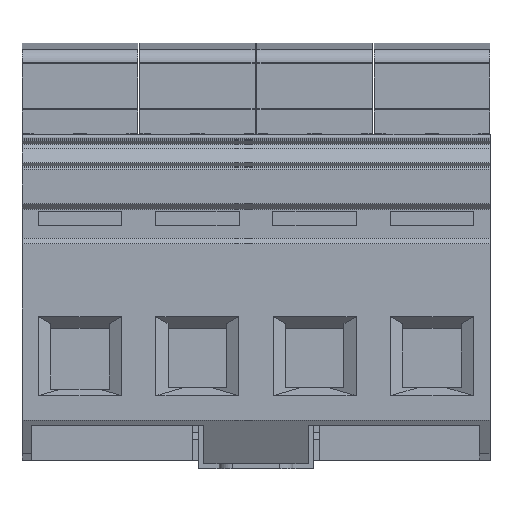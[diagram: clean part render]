
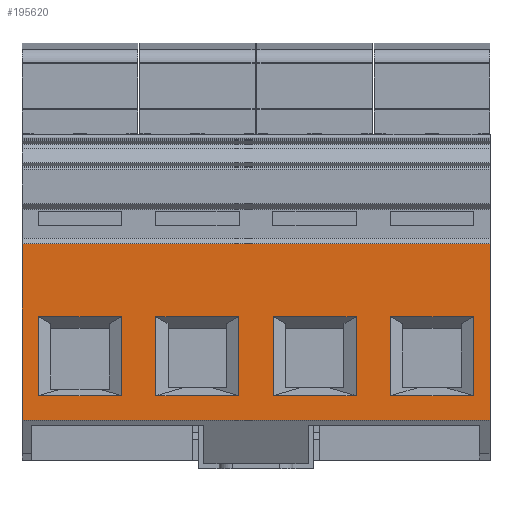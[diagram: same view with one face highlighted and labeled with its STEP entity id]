
A CAD part, front view. The second image highlights one B-rep face of the part: STEP entity #195620.
In plain terms, the highlighted face is planar.
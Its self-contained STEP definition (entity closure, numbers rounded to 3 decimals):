
#1580=CARTESIAN_POINT('',(44.9,22.05,
143.3));
#1590=VERTEX_POINT('',#1580);
#1620=CARTESIAN_POINT('',(44.9,-3.,
143.3));
#1630=DIRECTION('',(0.,1.,0.));
#1640=VECTOR('',#1630,1.);
#1650=LINE('',#1620,#1640);
#1660=CARTESIAN_POINT('',(44.9,-4.75,
143.3));
#1670=VERTEX_POINT('',#1660);
#1680=EDGE_CURVE('',#1670,#1590,#1650,.T.);
#4470=CARTESIAN_POINT('',(44.9,22.05,
72.3));
#4480=VERTEX_POINT('',#4470);
#8510=CARTESIAN_POINT('',(44.9,-4.75,
72.3));
#8520=VERTEX_POINT('',#8510);
#8550=CARTESIAN_POINT('',(44.9,-3.,
72.3));
#8560=DIRECTION('',(0.,-1.,0.));
#8570=VECTOR('',#8560,1.);
#8580=LINE('',#8550,#8570);
#8590=EDGE_CURVE('',#4480,#8520,#8580,.T.);
#165220=CARTESIAN_POINT('',(44.9,-4.75,
-8.056));
#165230=DIRECTION('',(0.,0.,-1.));
#165240=VECTOR('',#165230,1.);
#165250=LINE('',#165220,#165240);
#165260=EDGE_CURVE('',#1670,#8520,#165250,.T.);
#193970=CARTESIAN_POINT('',(44.9,22.05,
-8.056));
#193980=DIRECTION('',(0.,0.,1.));
#193990=VECTOR('',#193980,1.);
#194000=LINE('',#193970,#193990);
#194010=EDGE_CURVE('',#4480,#1590,#194000,.T.);
#194150=CARTESIAN_POINT('',(44.9,-4.7,
90.1));
#194160=DIRECTION('',(-1.,0.,0.));
#194170=DIRECTION('',(0.,-1.,0.));
#194180=AXIS2_PLACEMENT_3D('',#194150,#194160,#194170);
#194190=PLANE('',#194180);
#194200=CARTESIAN_POINT('',(44.9,-1.,
-8.286));
#194210=DIRECTION('',(0.,0.,-1.));
#194220=VECTOR('',#194210,1.);
#194230=LINE('',#194200,#194220);
#194240=CARTESIAN_POINT('',(44.9,-1.,
140.786));
#194250=VERTEX_POINT('',#194240);
#194260=CARTESIAN_POINT('',(44.9,-1.,
128.214));
#194270=VERTEX_POINT('',#194260);
#194280=EDGE_CURVE('',#194250,#194270,#194230,.T.);
#194290=ORIENTED_EDGE('',*,*,#194280,.F.);
#194300=CARTESIAN_POINT('',(44.9,-2.3,
128.214));
#194310=DIRECTION('',(0.,1.,0.));
#194320=VECTOR('',#194310,1.);
#194330=LINE('',#194300,#194320);
#194340=CARTESIAN_POINT('',(44.9,10.997,
128.214));
#194350=VERTEX_POINT('',#194340);
#194360=EDGE_CURVE('',#194270,#194350,#194330,.T.);
#194370=ORIENTED_EDGE('',*,*,#194360,.F.);
#194380=CARTESIAN_POINT('',(44.9,10.997,
-8.286));
#194390=DIRECTION('',(0.,0.,1.));
#194400=VECTOR('',#194390,1.);
#194410=LINE('',#194380,#194400);
#194420=CARTESIAN_POINT('',(44.9,10.997,
140.786));
#194430=VERTEX_POINT('',#194420);
#194440=EDGE_CURVE('',#194350,#194430,#194410,.T.);
#194450=ORIENTED_EDGE('',*,*,#194440,.F.);
#194460=CARTESIAN_POINT('',(44.9,-2.3,
140.786));
#194470=DIRECTION('',(0.,-1.,0.));
#194480=VECTOR('',#194470,1.);
#194490=LINE('',#194460,#194480);
#194500=EDGE_CURVE('',#194430,#194250,#194490,.T.);
#194510=ORIENTED_EDGE('',*,*,#194500,.F.);
#194520=EDGE_LOOP('',(#194510,#194450,#194370,#194290));
#194530=FACE_BOUND('',#194520,.T.);
#194540=CARTESIAN_POINT('',(44.9,10.997,
-8.286));
#194550=DIRECTION('',(0.,0.,1.));
#194560=VECTOR('',#194550,1.);
#194570=LINE('',#194540,#194560);
#194580=CARTESIAN_POINT('',(44.9,10.997,
110.414));
#194590=VERTEX_POINT('',#194580);
#194600=CARTESIAN_POINT('',(44.9,10.997,
122.986));
#194610=VERTEX_POINT('',#194600);
#194620=EDGE_CURVE('',#194590,#194610,#194570,.T.);
#194630=ORIENTED_EDGE('',*,*,#194620,.F.);
#194640=CARTESIAN_POINT('',(44.9,-2.3,
122.986));
#194650=DIRECTION('',(0.,-1.,0.));
#194660=VECTOR('',#194650,1.);
#194670=LINE('',#194640,#194660);
#194680=CARTESIAN_POINT('',(44.9,-1.,
122.986));
#194690=VERTEX_POINT('',#194680);
#194700=EDGE_CURVE('',#194610,#194690,#194670,.T.);
#194710=ORIENTED_EDGE('',*,*,#194700,.F.);
#194720=CARTESIAN_POINT('',(44.9,-1.,
-8.286));
#194730=DIRECTION('',(0.,0.,-1.));
#194740=VECTOR('',#194730,1.);
#194750=LINE('',#194720,#194740);
#194760=CARTESIAN_POINT('',(44.9,-1.,
110.414));
#194770=VERTEX_POINT('',#194760);
#194780=EDGE_CURVE('',#194690,#194770,#194750,.T.);
#194790=ORIENTED_EDGE('',*,*,#194780,.F.);
#194800=CARTESIAN_POINT('',(44.9,-2.3,
110.414));
#194810=DIRECTION('',(0.,1.,0.));
#194820=VECTOR('',#194810,1.);
#194830=LINE('',#194800,#194820);
#194840=EDGE_CURVE('',#194770,#194590,#194830,.T.);
#194850=ORIENTED_EDGE('',*,*,#194840,.F.);
#194860=EDGE_LOOP('',(#194850,#194790,#194710,#194630));
#194870=FACE_BOUND('',#194860,.T.);
#194880=CARTESIAN_POINT('',(44.9,-1.,
-8.286));
#194890=DIRECTION('',(0.,0.,-1.));
#194900=VECTOR('',#194890,1.);
#194910=LINE('',#194880,#194900);
#194920=CARTESIAN_POINT('',(44.9,-1.,
105.186));
#194930=VERTEX_POINT('',#194920);
#194940=CARTESIAN_POINT('',(44.9,-1.,
92.614));
#194950=VERTEX_POINT('',#194940);
#194960=EDGE_CURVE('',#194930,#194950,#194910,.T.);
#194970=ORIENTED_EDGE('',*,*,#194960,.F.);
#194980=CARTESIAN_POINT('',(44.9,-2.3,
92.614));
#194990=DIRECTION('',(0.,1.,0.));
#195000=VECTOR('',#194990,1.);
#195010=LINE('',#194980,#195000);
#195020=CARTESIAN_POINT('',(44.9,10.997,
92.614));
#195030=VERTEX_POINT('',#195020);
#195040=EDGE_CURVE('',#194950,#195030,#195010,.T.);
#195050=ORIENTED_EDGE('',*,*,#195040,.F.);
#195060=CARTESIAN_POINT('',(44.9,10.997,
-8.286));
#195070=DIRECTION('',(0.,0.,1.));
#195080=VECTOR('',#195070,1.);
#195090=LINE('',#195060,#195080);
#195100=CARTESIAN_POINT('',(44.9,10.997,
105.186));
#195110=VERTEX_POINT('',#195100);
#195120=EDGE_CURVE('',#195030,#195110,#195090,.T.);
#195130=ORIENTED_EDGE('',*,*,#195120,.F.);
#195140=CARTESIAN_POINT('',(44.9,-2.3,
105.186));
#195150=DIRECTION('',(0.,-1.,0.));
#195160=VECTOR('',#195150,1.);
#195170=LINE('',#195140,#195160);
#195180=EDGE_CURVE('',#195110,#194930,#195170,.T.);
#195190=ORIENTED_EDGE('',*,*,#195180,.F.);
#195200=EDGE_LOOP('',(#195190,#195130,#195050,#194970));
#195210=FACE_BOUND('',#195200,.T.);
#195220=CARTESIAN_POINT('',(44.9,-1.,
-8.286));
#195230=DIRECTION('',(0.,0.,-1.));
#195240=VECTOR('',#195230,1.);
#195250=LINE('',#195220,#195240);
#195260=CARTESIAN_POINT('',(44.9,-1.,
87.386));
#195270=VERTEX_POINT('',#195260);
#195280=CARTESIAN_POINT('',(44.9,-1.,
74.814));
#195290=VERTEX_POINT('',#195280);
#195300=EDGE_CURVE('',#195270,#195290,#195250,.T.);
#195310=ORIENTED_EDGE('',*,*,#195300,.F.);
#195320=CARTESIAN_POINT('',(44.9,-2.3,
74.814));
#195330=DIRECTION('',(0.,1.,0.));
#195340=VECTOR('',#195330,1.);
#195350=LINE('',#195320,#195340);
#195360=CARTESIAN_POINT('',(44.9,10.997,
74.814));
#195370=VERTEX_POINT('',#195360);
#195380=EDGE_CURVE('',#195290,#195370,#195350,.T.);
#195390=ORIENTED_EDGE('',*,*,#195380,.F.);
#195400=CARTESIAN_POINT('',(44.9,10.997,
-8.286));
#195410=DIRECTION('',(0.,0.,1.));
#195420=VECTOR('',#195410,1.);
#195430=LINE('',#195400,#195420);
#195440=CARTESIAN_POINT('',(44.9,10.997,
87.386));
#195450=VERTEX_POINT('',#195440);
#195460=EDGE_CURVE('',#195370,#195450,#195430,.T.);
#195470=ORIENTED_EDGE('',*,*,#195460,.F.);
#195480=CARTESIAN_POINT('',(44.9,-2.3,
87.386));
#195490=DIRECTION('',(0.,-1.,0.));
#195500=VECTOR('',#195490,1.);
#195510=LINE('',#195480,#195500);
#195520=EDGE_CURVE('',#195450,#195270,#195510,.T.);
#195530=ORIENTED_EDGE('',*,*,#195520,.F.);
#195540=EDGE_LOOP('',(#195530,#195470,#195390,#195310));
#195550=FACE_BOUND('',#195540,.T.);
#195560=ORIENTED_EDGE('',*,*,#8590,.F.);
#195570=ORIENTED_EDGE('',*,*,#165260,.T.);
#195580=ORIENTED_EDGE('',*,*,#1680,.F.);
#195590=ORIENTED_EDGE('',*,*,#194010,.T.);
#195600=EDGE_LOOP('',(#195590,#195580,#195570,#195560));
#195610=FACE_OUTER_BOUND('',#195600,.T.);
#195620=ADVANCED_FACE('',(#194530,#194870,#195210,#195550,#195610),
#194190,.F.);
